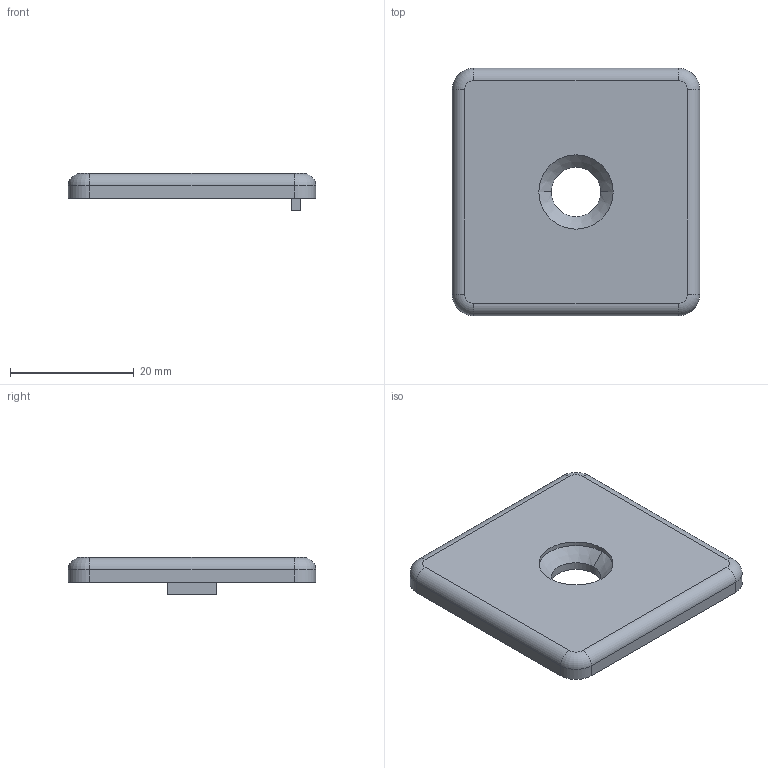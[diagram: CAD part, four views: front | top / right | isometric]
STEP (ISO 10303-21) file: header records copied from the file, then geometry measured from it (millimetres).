
FILE_DESCRIPTION(('STEP AP203'),'1');
FILE_NAME('fath_091347.stp','2021-11-24T12:16:31',('TraceParts'),('TraceParts S.A.'),'Spatial InterOp 3D',' ',' ');
FILE_SCHEMA(('CONFIG_CONTROL_DESIGN'));
Length unit declared in the file: millimetre
Products named in the file (1): 1
Bounding box: 40 x 40 x 6 mm (x, y, z)
Volume: 4024.2 mm3; surface area: 4152.4 mm2
Topology: 1 solids, 1 shells, 272 faces, 620 edges, 342 vertices
Faces by surface type: cylinder 102, bspline 64, plane 56, torus 22, sphere 16, cone 12
Entity records: 8844 total; most frequent: CARTESIAN_POINT 3359, ORIENTED_EDGE 1208, DIRECTION 1070, EDGE_CURVE 604, AXIS2_PLACEMENT_3D 413, VERTEX_POINT 342, EDGE_LOOP 282, ADVANCED_FACE 272
